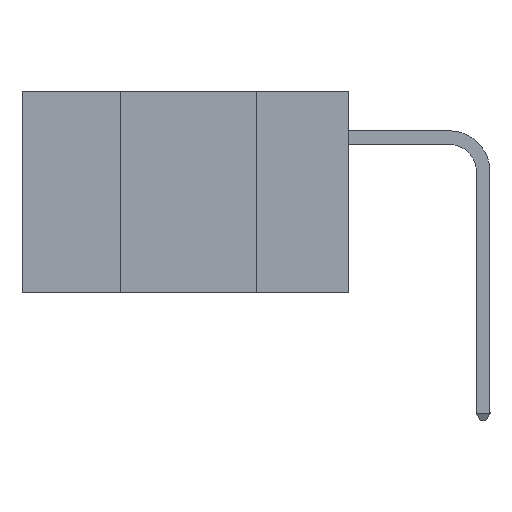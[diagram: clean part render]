
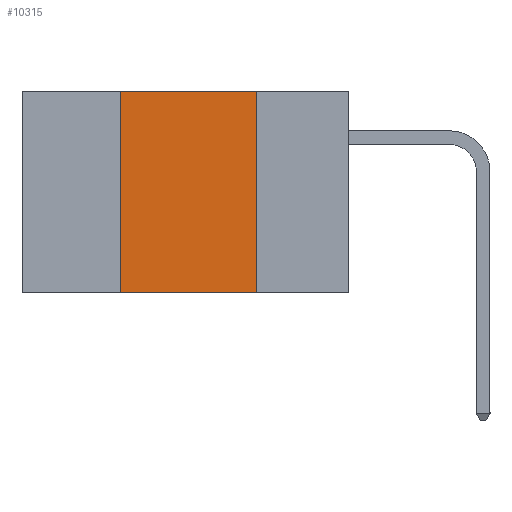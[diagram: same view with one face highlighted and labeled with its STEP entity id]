
A CAD part, left-side view. The second image highlights one B-rep face of the part: STEP entity #10315.
In plain terms, the highlighted planar face has unit normal (-1, 0, 0).
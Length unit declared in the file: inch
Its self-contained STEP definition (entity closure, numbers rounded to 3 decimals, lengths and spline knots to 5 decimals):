
#36 = CARTESIAN_POINT ( 'NONE',  ( 0., 0.17, -0.37 ) ) ;
#391 = AXIS2_PLACEMENT_3D ( 'NONE', #7576, #10331, #7374 ) ;
#890 = CARTESIAN_POINT ( 'NONE',  ( 0., 0.17, 0. ) ) ;
#2783 = DIRECTION ( 'NONE',  ( 0., 0., -1. ) ) ;
#2904 = LINE ( 'NONE', #11786, #17940 ) ;
#3483 = VECTOR ( 'NONE', #38497, 39.37008 ) ;
#4880 = EDGE_CURVE ( 'NONE', #13582, #26144, #29834, .T. ) ;
#5499 = CARTESIAN_POINT ( 'NONE',  ( 0., 0.6, -0.37 ) ) ;
#7170 = ORIENTED_EDGE ( 'NONE', *, *, #29347, .T. ) ;
#7374 = DIRECTION ( 'NONE',  ( 0., 0., -1. ) ) ;
#7576 = CARTESIAN_POINT ( 'NONE',  ( 0., 0.6, 0. ) ) ;
#8239 = VERTEX_POINT ( 'NONE', #25247 ) ;
#8475 = EDGE_CURVE ( 'NONE', #8239, #13582, #2904, .T. ) ;
#10315 = ADVANCED_FACE ( 'NONE', ( #37812 ), #37406, .F. ) ;
#10331 = DIRECTION ( 'NONE',  ( 1., 0., 0. ) ) ;
#10387 = EDGE_CURVE ( 'NONE', #14142, #8239, #20024, .T. ) ;
#11786 = CARTESIAN_POINT ( 'NONE',  ( 0., 0.6, 0. ) ) ;
#13099 = CARTESIAN_POINT ( 'NONE',  ( 0., 0.42, -0.37 ) ) ;
#13582 = VERTEX_POINT ( 'NONE', #890 ) ;
#14142 = VERTEX_POINT ( 'NONE', #13099 ) ;
#16380 = EDGE_LOOP ( 'NONE', ( #33766, #34396, #25698, #7170 ) ) ;
#16655 = CARTESIAN_POINT ( 'NONE',  ( 0., 0.42, 0. ) ) ;
#17611 = CARTESIAN_POINT ( 'NONE',  ( 0., 0.17, 0. ) ) ;
#17940 = VECTOR ( 'NONE', #30154, 39.37008 ) ;
#20024 = LINE ( 'NONE', #16655, #23102 ) ;
#23102 = VECTOR ( 'NONE', #34836, 39.37008 ) ;
#25247 = CARTESIAN_POINT ( 'NONE',  ( 0., 0.42, 0. ) ) ;
#25698 = ORIENTED_EDGE ( 'NONE', *, *, #10387, .F. ) ;
#26144 = VERTEX_POINT ( 'NONE', #36 ) ;
#27558 = VECTOR ( 'NONE', #2783, 39.37008 ) ;
#29347 = EDGE_CURVE ( 'NONE', #14142, #26144, #38872, .T. ) ;
#29834 = LINE ( 'NONE', #17611, #27558 ) ;
#30154 = DIRECTION ( 'NONE',  ( 0., -1., 0. ) ) ;
#33766 = ORIENTED_EDGE ( 'NONE', *, *, #4880, .F. ) ;
#34396 = ORIENTED_EDGE ( 'NONE', *, *, #8475, .F. ) ;
#34836 = DIRECTION ( 'NONE',  ( 0., 0., 1. ) ) ;
#37406 = PLANE ( 'NONE',  #391 ) ;
#37812 = FACE_OUTER_BOUND ( 'NONE', #16380, .T. ) ;
#38497 = DIRECTION ( 'NONE',  ( 0., -1., 0. ) ) ;
#38872 = LINE ( 'NONE', #5499, #3483 ) ;
